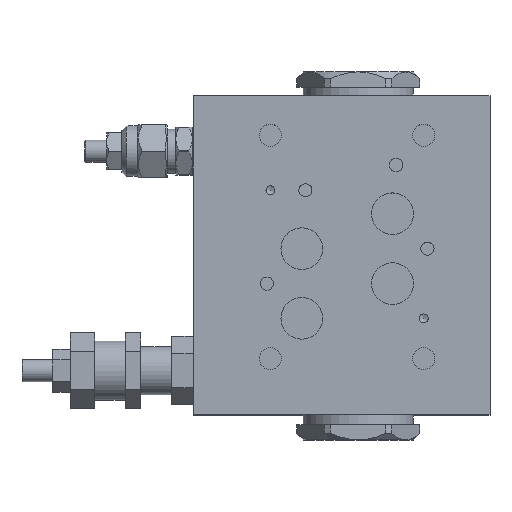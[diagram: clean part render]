
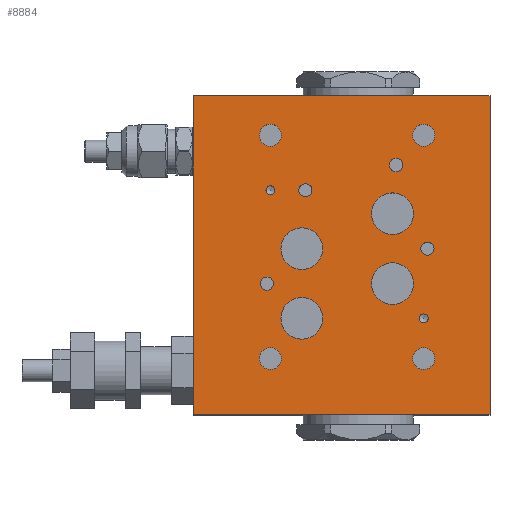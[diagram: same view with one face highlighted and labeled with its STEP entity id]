
A CAD part, top view. The second image highlights one B-rep face of the part: STEP entity #8884.
In plain terms, the highlighted planar face has unit normal (0, 0, 1).
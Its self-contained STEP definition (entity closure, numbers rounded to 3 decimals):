
#859=LINE('',#17068,#1549);
#1030=LINE('',#17735,#1720);
#1087=LINE('',#18077,#1777);
#1088=LINE('',#18079,#1778);
#1549=VECTOR('',#14219,1000.);
#1720=VECTOR('',#14530,1000.);
#1777=VECTOR('',#14813,1000.);
#1778=VECTOR('',#14816,1000.);
#3881=ORIENTED_EDGE('',*,*,#4587,.T.);
#3882=ORIENTED_EDGE('',*,*,#4588,.T.);
#3883=ORIENTED_EDGE('',*,*,#4589,.T.);
#3884=ORIENTED_EDGE('',*,*,#4591,.T.);
#3885=ORIENTED_EDGE('',*,*,#4614,.T.);
#3886=ORIENTED_EDGE('',*,*,#4595,.T.);
#3887=ORIENTED_EDGE('',*,*,#4601,.T.);
#3888=ORIENTED_EDGE('',*,*,#4603,.T.);
#3889=ORIENTED_EDGE('',*,*,#4604,.T.);
#3890=ORIENTED_EDGE('',*,*,#4606,.T.);
#3891=ORIENTED_EDGE('',*,*,#4607,.T.);
#3892=ORIENTED_EDGE('',*,*,#4609,.T.);
#3893=ORIENTED_EDGE('',*,*,#4610,.T.);
#3894=ORIENTED_EDGE('',*,*,#4631,.T.);
#3895=ORIENTED_EDGE('',*,*,#5226,.T.);
#3896=ORIENTED_EDGE('',*,*,#4905,.T.);
#3897=ORIENTED_EDGE('',*,*,#5227,.T.);
#3898=ORIENTED_EDGE('',*,*,#5122,.T.);
#4587=EDGE_CURVE('',#5659,#5659,#6354,.T.);
#4588=EDGE_CURVE('',#5660,#5660,#6355,.T.);
#4589=EDGE_CURVE('',#5661,#5661,#6356,.T.);
#4591=EDGE_CURVE('',#5663,#5663,#6358,.T.);
#4595=EDGE_CURVE('',#5667,#5667,#6362,.T.);
#4601=EDGE_CURVE('',#5673,#5673,#6368,.T.);
#4603=EDGE_CURVE('',#5675,#5675,#6370,.T.);
#4604=EDGE_CURVE('',#5676,#5676,#6371,.T.);
#4606=EDGE_CURVE('',#5678,#5678,#6373,.T.);
#4607=EDGE_CURVE('',#5679,#5679,#6374,.T.);
#4609=EDGE_CURVE('',#5681,#5681,#6376,.T.);
#4610=EDGE_CURVE('',#5682,#5682,#6377,.T.);
#4614=EDGE_CURVE('',#5686,#5686,#6381,.T.);
#4631=EDGE_CURVE('',#5704,#5704,#6398,.T.);
#4905=EDGE_CURVE('',#5898,#5899,#859,.T.);
#5122=EDGE_CURVE('',#6038,#6039,#1030,.T.);
#5226=EDGE_CURVE('',#6039,#5898,#1087,.T.);
#5227=EDGE_CURVE('',#5899,#6038,#1088,.T.);
#5659=VERTEX_POINT('',#16146);
#5660=VERTEX_POINT('',#16149);
#5661=VERTEX_POINT('',#16152);
#5663=VERTEX_POINT('',#16158);
#5667=VERTEX_POINT('',#16170);
#5673=VERTEX_POINT('',#16187);
#5675=VERTEX_POINT('',#16193);
#5676=VERTEX_POINT('',#16196);
#5678=VERTEX_POINT('',#16202);
#5679=VERTEX_POINT('',#16205);
#5681=VERTEX_POINT('',#16211);
#5682=VERTEX_POINT('',#16214);
#5686=VERTEX_POINT('',#16226);
#5704=VERTEX_POINT('',#16277);
#5898=VERTEX_POINT('',#17065);
#5899=VERTEX_POINT('',#17067);
#6038=VERTEX_POINT('',#17732);
#6039=VERTEX_POINT('',#17734);
#6354=CIRCLE('',#12337,5.);
#6355=CIRCLE('',#12339,3.);
#6356=CIRCLE('',#12341,9.5);
#6358=CIRCLE('',#12345,5.);
#6362=CIRCLE('',#12353,9.5);
#6368=CIRCLE('',#12364,9.5);
#6370=CIRCLE('',#12368,3.);
#6371=CIRCLE('',#12370,9.5);
#6373=CIRCLE('',#12374,5.);
#6374=CIRCLE('',#12376,3.);
#6376=CIRCLE('',#12380,5.);
#6377=CIRCLE('',#12382,3.);
#6381=CIRCLE('',#12390,2.);
#6398=CIRCLE('',#12423,2.);
#7134=EDGE_LOOP('',(#3881));
#7135=EDGE_LOOP('',(#3882));
#7136=EDGE_LOOP('',(#3883));
#7137=EDGE_LOOP('',(#3884));
#7138=EDGE_LOOP('',(#3885));
#7139=EDGE_LOOP('',(#3886));
#7140=EDGE_LOOP('',(#3887));
#7141=EDGE_LOOP('',(#3888));
#7142=EDGE_LOOP('',(#3889));
#7143=EDGE_LOOP('',(#3890));
#7144=EDGE_LOOP('',(#3891));
#7145=EDGE_LOOP('',(#3892));
#7146=EDGE_LOOP('',(#3893));
#7147=EDGE_LOOP('',(#3894));
#7148=EDGE_LOOP('',(#3895,#3896,#3897,#3898));
#7918=FACE_BOUND('',#7134,.T.);
#7919=FACE_BOUND('',#7135,.T.);
#7920=FACE_BOUND('',#7136,.T.);
#7921=FACE_BOUND('',#7137,.T.);
#7922=FACE_BOUND('',#7138,.T.);
#7923=FACE_BOUND('',#7139,.T.);
#7924=FACE_BOUND('',#7140,.T.);
#7925=FACE_BOUND('',#7141,.T.);
#7926=FACE_BOUND('',#7142,.T.);
#7927=FACE_BOUND('',#7143,.T.);
#7928=FACE_BOUND('',#7144,.T.);
#7929=FACE_BOUND('',#7145,.T.);
#7930=FACE_BOUND('',#7146,.T.);
#7931=FACE_BOUND('',#7147,.T.);
#7932=FACE_BOUND('',#7148,.T.);
#8351=PLANE('',#12700);
#8884=ADVANCED_FACE('',(#7918,#7919,#7920,#7921,#7922,#7923,#7924,#7925,
#7926,#7927,#7928,#7929,#7930,#7931,#7932),#8351,.T.);
#12337=AXIS2_PLACEMENT_3D('',#16145,#13645,#13646);
#12339=AXIS2_PLACEMENT_3D('',#16148,#13649,#13650);
#12341=AXIS2_PLACEMENT_3D('',#16151,#13653,#13654);
#12345=AXIS2_PLACEMENT_3D('',#16157,#13661,#13662);
#12353=AXIS2_PLACEMENT_3D('',#16169,#13677,#13678);
#12364=AXIS2_PLACEMENT_3D('',#16186,#13699,#13700);
#12368=AXIS2_PLACEMENT_3D('',#16192,#13707,#13708);
#12370=AXIS2_PLACEMENT_3D('',#16195,#13711,#13712);
#12374=AXIS2_PLACEMENT_3D('',#16201,#13719,#13720);
#12376=AXIS2_PLACEMENT_3D('',#16204,#13723,#13724);
#12380=AXIS2_PLACEMENT_3D('',#16210,#13731,#13732);
#12382=AXIS2_PLACEMENT_3D('',#16213,#13735,#13736);
#12390=AXIS2_PLACEMENT_3D('',#16225,#13751,#13752);
#12423=AXIS2_PLACEMENT_3D('',#16276,#13817,#13818);
#12700=AXIS2_PLACEMENT_3D('',#18078,#14814,#14815);
#13645=DIRECTION('',(0.,0.,-1.));
#13646=DIRECTION('',(1.,0.,0.));
#13649=DIRECTION('',(0.,0.,-1.));
#13650=DIRECTION('',(1.,0.,0.));
#13653=DIRECTION('',(0.,0.,-1.));
#13654=DIRECTION('',(1.,0.,0.));
#13661=DIRECTION('',(0.,0.,-1.));
#13662=DIRECTION('',(1.,0.,0.));
#13677=DIRECTION('',(0.,0.,-1.));
#13678=DIRECTION('',(1.,0.,0.));
#13699=DIRECTION('',(0.,0.,-1.));
#13700=DIRECTION('',(1.,0.,0.));
#13707=DIRECTION('',(0.,0.,-1.));
#13708=DIRECTION('',(1.,0.,0.));
#13711=DIRECTION('',(0.,0.,-1.));
#13712=DIRECTION('',(1.,0.,0.));
#13719=DIRECTION('',(0.,0.,-1.));
#13720=DIRECTION('',(1.,0.,0.));
#13723=DIRECTION('',(0.,0.,-1.));
#13724=DIRECTION('',(1.,0.,0.));
#13731=DIRECTION('',(0.,0.,-1.));
#13732=DIRECTION('',(1.,0.,0.));
#13735=DIRECTION('',(0.,0.,-1.));
#13736=DIRECTION('',(1.,0.,0.));
#13751=DIRECTION('',(0.,0.,-1.));
#13752=DIRECTION('',(1.,0.,0.));
#13817=DIRECTION('',(0.,0.,-1.));
#13818=DIRECTION('',(1.,0.,0.));
#14219=DIRECTION('',(0.,1.,0.));
#14530=DIRECTION('',(0.,-1.,0.));
#14813=DIRECTION('',(1.,0.,0.));
#14814=DIRECTION('',(0.,0.,1.));
#14815=DIRECTION('',(1.,0.,0.));
#14816=DIRECTION('',(-1.,0.,0.));
#16145=CARTESIAN_POINT('',(495.05,127.05,190.));
#16146=CARTESIAN_POINT('',(490.05,127.05,190.));
#16148=CARTESIAN_POINT('',(552.25,113.55,190.));
#16149=CARTESIAN_POINT('',(549.25,113.55,190.));
#16151=CARTESIAN_POINT('',(550.65,91.35,190.));
#16152=CARTESIAN_POINT('',(541.15,91.35,190.));
#16157=CARTESIAN_POINT('',(495.05,25.45,190.));
#16158=CARTESIAN_POINT('',(490.05,25.45,190.));
#16169=CARTESIAN_POINT('',(509.35,43.75,190.));
#16170=CARTESIAN_POINT('',(499.85,43.75,190.));
#16186=CARTESIAN_POINT('',(509.35,75.45,190.));
#16187=CARTESIAN_POINT('',(499.85,75.45,190.));
#16192=CARTESIAN_POINT('',(566.55,75.45,190.));
#16193=CARTESIAN_POINT('',(563.55,75.45,190.));
#16195=CARTESIAN_POINT('',(550.65,59.55,190.));
#16196=CARTESIAN_POINT('',(541.15,59.55,190.));
#16201=CARTESIAN_POINT('',(564.85,25.45,190.));
#16202=CARTESIAN_POINT('',(559.85,25.45,190.));
#16204=CARTESIAN_POINT('',(493.45,59.55,190.));
#16205=CARTESIAN_POINT('',(490.45,59.55,190.));
#16210=CARTESIAN_POINT('',(564.85,127.05,190.));
#16211=CARTESIAN_POINT('',(559.85,127.05,190.));
#16213=CARTESIAN_POINT('',(510.95,102.05,190.));
#16214=CARTESIAN_POINT('',(507.95,102.05,190.));
#16225=CARTESIAN_POINT('',(564.85,43.75,190.));
#16226=CARTESIAN_POINT('',(562.85,43.75,190.));
#16276=CARTESIAN_POINT('',(495.05,102.05,190.));
#16277=CARTESIAN_POINT('',(493.05,102.05,190.));
#17065=CARTESIAN_POINT('',(595.,0.,190.));
#17067=CARTESIAN_POINT('',(595.,145.,190.));
#17068=CARTESIAN_POINT('',(595.,72.5,190.));
#17732=CARTESIAN_POINT('',(460.,145.,190.));
#17734=CARTESIAN_POINT('',(460.,0.,190.));
#17735=CARTESIAN_POINT('',(460.,72.5,190.));
#18077=CARTESIAN_POINT('',(527.5,0.,190.));
#18078=CARTESIAN_POINT('',(527.5,72.5,190.));
#18079=CARTESIAN_POINT('',(527.5,145.,190.));
